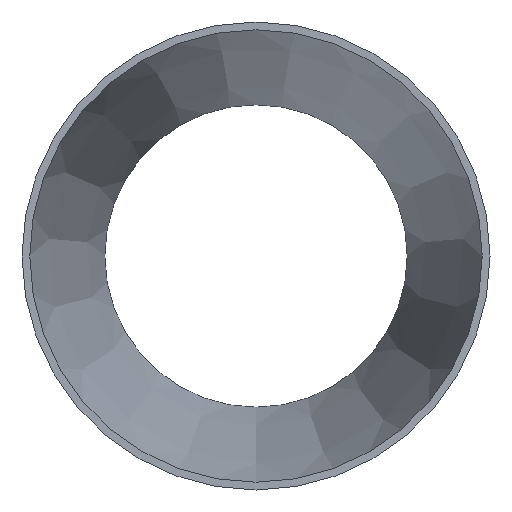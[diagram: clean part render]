
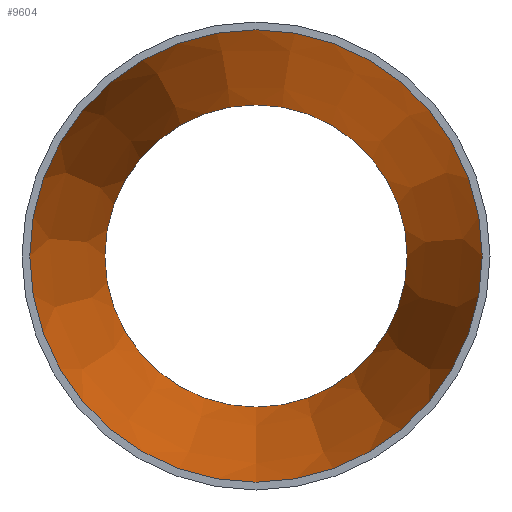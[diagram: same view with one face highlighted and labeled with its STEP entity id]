
A CAD part, front view. The second image highlights one B-rep face of the part: STEP entity #9604.
In plain terms, the highlighted conical face has half-angle 10.323 degrees and reference radius 76.857 mm.
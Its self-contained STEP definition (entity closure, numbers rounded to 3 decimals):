
#597 = AXIS2_PLACEMENT_3D ( 'NONE', #15140, #22705, #25176 ) ;
#1410 = VERTEX_POINT ( 'NONE', #11653 ) ;
#3426 = AXIS2_PLACEMENT_3D ( 'NONE', #29610, #4735, #10320 ) ;
#4735 = DIRECTION ( 'NONE',  ( 0., -1., 0. ) ) ;
#9604 = ADVANCED_FACE ( 'NONE', ( #10536, #15787 ), #14325, .F. ) ;
#10320 = DIRECTION ( 'NONE',  ( 0., 0., -1. ) ) ;
#10536 = FACE_BOUND ( 'NONE', #21422, .T. ) ;
#11502 = CARTESIAN_POINT ( 'NONE',  ( 0., 0., -76.857 ) ) ;
#11603 = EDGE_CURVE ( 'NONE', #21038, #21038, #29719, .T. ) ;
#11653 = CARTESIAN_POINT ( 'NONE',  ( 0., 140., -51.357 ) ) ;
#12211 = DIRECTION ( 'NONE',  ( 0., -1., 0. ) ) ;
#12533 = CARTESIAN_POINT ( 'NONE',  ( 0., 140., 0. ) ) ;
#14325 = CONICAL_SURFACE ( 'NONE', #597, 76.857, 0.18 ) ;
#15140 = CARTESIAN_POINT ( 'NONE',  ( 0., 0., 0. ) ) ;
#15155 = DIRECTION ( 'NONE',  ( 0., 0., -1. ) ) ;
#15787 = FACE_OUTER_BOUND ( 'NONE', #22110, .T. ) ;
#16529 = ORIENTED_EDGE ( 'NONE', *, *, #20015, .F. ) ;
#20015 = EDGE_CURVE ( 'NONE', #1410, #1410, #20957, .T. ) ;
#20957 = CIRCLE ( 'NONE', #24635, 51.357 ) ;
#21038 = VERTEX_POINT ( 'NONE', #11502 ) ;
#21422 = EDGE_LOOP ( 'NONE', ( #16529 ) ) ;
#22110 = EDGE_LOOP ( 'NONE', ( #28418 ) ) ;
#22705 = DIRECTION ( 'NONE',  ( 0., -1., 0. ) ) ;
#24635 = AXIS2_PLACEMENT_3D ( 'NONE', #12533, #12211, #15155 ) ;
#25176 = DIRECTION ( 'NONE',  ( 0., 0., -1. ) ) ;
#28418 = ORIENTED_EDGE ( 'NONE', *, *, #11603, .T. ) ;
#29610 = CARTESIAN_POINT ( 'NONE',  ( 0., 0., 0. ) ) ;
#29719 = CIRCLE ( 'NONE', #3426, 76.857 ) ;
